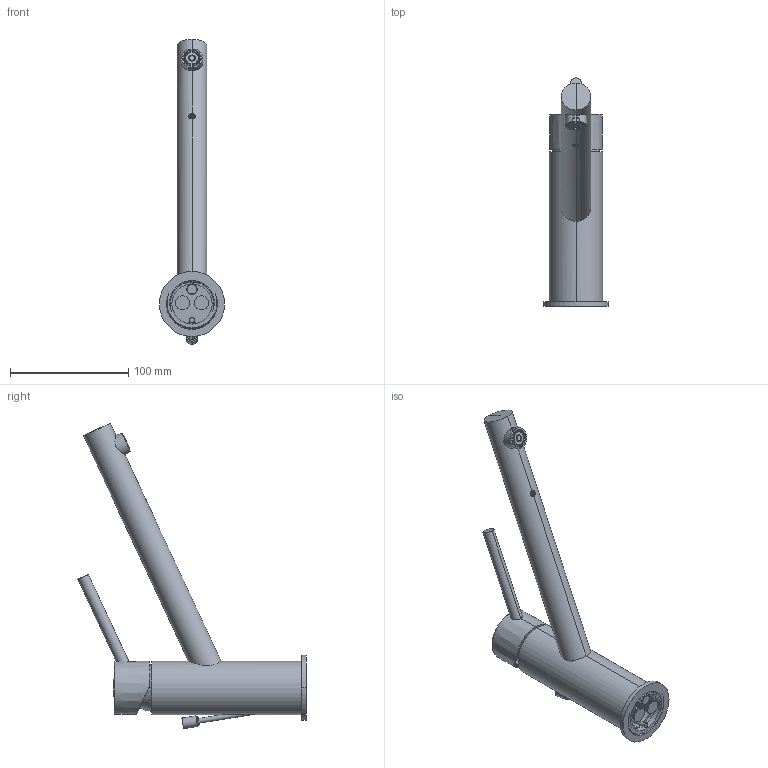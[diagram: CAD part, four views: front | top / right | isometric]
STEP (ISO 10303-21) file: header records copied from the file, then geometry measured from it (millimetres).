
FILE_DESCRIPTION((''),'2;1');
FILE_NAME('BI085CR','2021-04-30T10:52:35',('ut3'),('PAFFONI SpA'),'CREO PARAMETRIC BY PTC INC, 2020044','CREO PARAMETRIC BY PTC INC, 2020044','');
FILE_SCHEMA(('CONFIG_CONTROL_DESIGN','SHAPE_APPEARANCE_LAYERS_GROUPS'));
Products named in the file (1): BI085CR
Bounding box: 55 x 192.84 x 258.1 mm (x, y, z)
Volume: 239968.2 mm3; surface area: 100982.3 mm2
Topology: 4 solids, 5 shells, 1262 faces, 3205 edges, 1983 vertices
Faces by surface type: plane 624, cylinder 361, cone 110, torus 105, bspline 44, sphere 18
Entity records: 55656 total; most frequent: CARTESIAN_POINT 16928, ORIENTED_EDGE 6366, DIRECTION 6125, EDGE_CURVE 3183, AXIS2_PLACEMENT_3D 2245, VERTEX_POINT 1983, VECTOR 1635, LINE 1635
